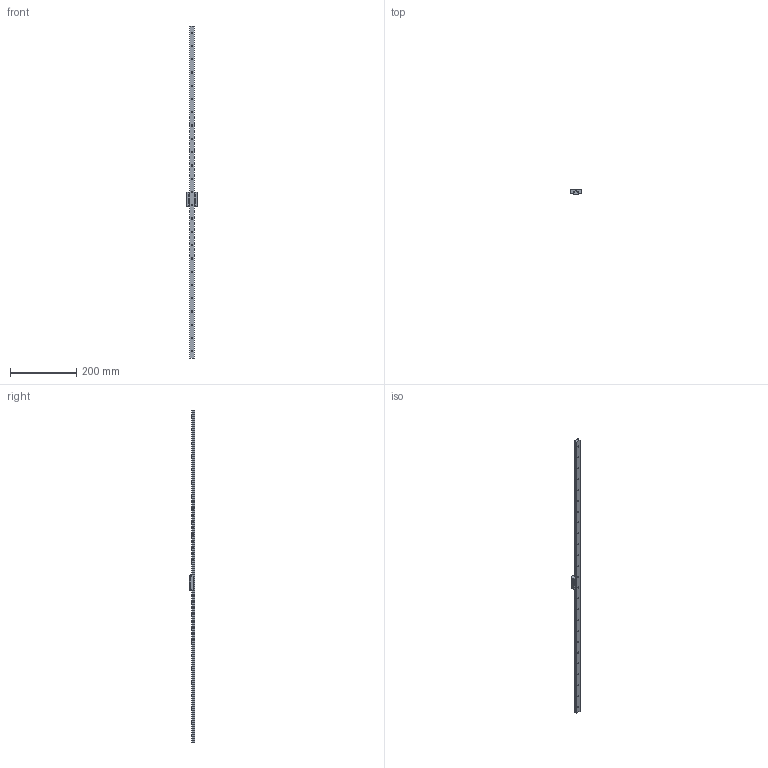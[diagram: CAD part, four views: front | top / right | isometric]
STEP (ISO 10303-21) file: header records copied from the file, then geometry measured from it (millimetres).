
FILE_DESCRIPTION (( 'STEP AP214' ), '1' );
FILE_NAME ('Linear-Guide-PU151000ALK1PCT-20-20-NSK.step', '2023-02-14T07:11:43', ( '' ), ( '' ), 'SwSTEP 2.0', 'SolidWorks 2010', '' );
FILE_SCHEMA (( 'AUTOMOTIVE_DESIGN' ));
Length unit declared in the file: millimetre
Products named in the file (7): Rail-P1U151000RKNPCT-20-20-NSK_Rail-P1U151000RKNPCT-20-20-NSK; Slider-PAU15ALS-NSK_Slider-PAU15ALS-NSK; End-Cap-PAU15ALS-NSK_End-Cap-PAU15ALS-NSK; End-Seal-PAU15ALS-NSK_End-Seal-PAU15ALS-NSK; Greasing-Nipple-3-NSK_Greasing-Nipple-3-NSK; Linear-Guide-PU151000ALK1PCT-20-20-NSK
Assembly tree (7 placements, depth 3):
  Linear-Guide-PU151000ALK1PCT-20-20-NSK
    Rail-P1U151000RKNPCT-20-20-NSK_Rail-P1U151000RKNPCT-20-20-NSK
    Slider-PAU15ALS-NSK_Slider-PAU15ALS-NSK
      Greasing-Nipple-3-NSK_Greasing-Nipple-3-NSK
      Slider-PAU15ALS-NSK_Slider-PAU15ALS-NSK
      End-Seal-PAU15ALS-NSK_End-Seal-PAU15ALS-NSK  x2
      End-Cap-PAU15ALS-NSK_End-Cap-PAU15ALS-NSK
Bounding box: 32 x 16 x 1000 mm (x, y, z)
Volume: 139180.5 mm3; surface area: 67382.5 mm2
Topology: 6 solids, 6 shells, 474 faces, 1196 edges, 753 vertices
Faces by surface type: plane 184, cylinder 168, cone 118, sphere 4
Entity records: 13418 total; most frequent: DIRECTION 2424, CARTESIAN_POINT 2226, ORIENTED_EDGE 2176, EDGE_CURVE 1088, AXIS2_PLACEMENT_3D 885, VERTEX_POINT 687, LINE 654, VECTOR 654
